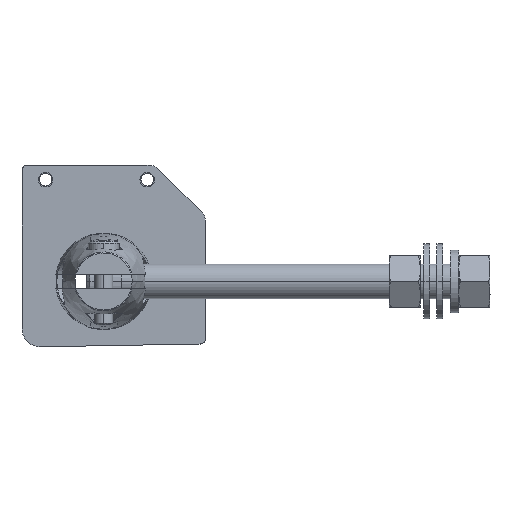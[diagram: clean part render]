
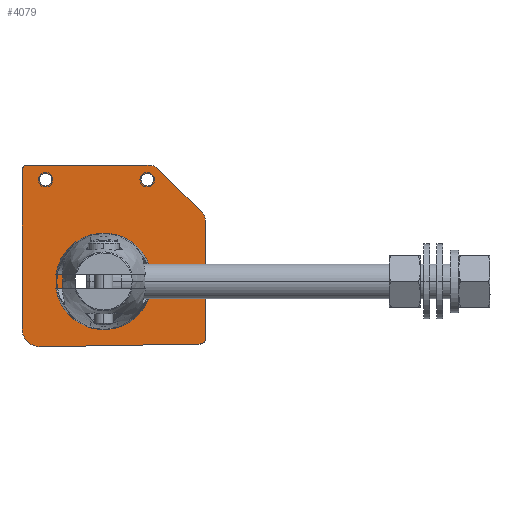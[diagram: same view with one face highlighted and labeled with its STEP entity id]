
A CAD part, left-side view. The second image highlights one B-rep face of the part: STEP entity #4079.
In plain terms, the highlighted planar face has unit normal (-1, 0, 0).
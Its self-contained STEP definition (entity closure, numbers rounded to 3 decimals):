
#3720=CARTESIAN_POINT('',(0.,-32.,-2.75));
#3721=DIRECTION('',(1.,0.,0.));
#3722=DIRECTION('',(0.,-1.,0.));
#3723=AXIS2_PLACEMENT_3D('',#3720,#3721,#3722);
#3725=CARTESIAN_POINT('',(0.,-32.,-2.75));
#3726=DIRECTION('',(1.,0.,0.));
#3727=DIRECTION('',(0.,1.,0.));
#3728=AXIS2_PLACEMENT_3D('',#3725,#3726,#3727);
#3730=CARTESIAN_POINT('',(0.,-4.,-18.75));
#3731=DIRECTION('',(-1.,0.,0.));
#3732=DIRECTION('',(0.,-1.,0.));
#3733=AXIS2_PLACEMENT_3D('',#3730,#3731,#3732);
#3735=CARTESIAN_POINT('',(0.,-4.,-18.75));
#3736=DIRECTION('',(-1.,0.,0.));
#3737=DIRECTION('',(0.,1.,0.));
#3738=AXIS2_PLACEMENT_3D('',#3735,#3736,#3737);
#3740=CARTESIAN_POINT('',(0.,-4.,9.25));
#3741=DIRECTION('',(-1.,0.,0.));
#3742=DIRECTION('',(0.,-1.,0.));
#3743=AXIS2_PLACEMENT_3D('',#3740,#3741,#3742);
#3745=CARTESIAN_POINT('',(0.,-4.,9.25));
#3746=DIRECTION('',(-1.,0.,0.));
#3747=DIRECTION('',(0.,1.,0.));
#3748=AXIS2_PLACEMENT_3D('',#3745,#3746,#3747);
#3750=CARTESIAN_POINT('',(0.,-1.5,-23.75));
#3751=DIRECTION('',(-1.,0.,0.));
#3752=DIRECTION('',(0.,1.,0.));
#3753=AXIS2_PLACEMENT_3D('',#3750,#3751,#3752);
#3755=DIRECTION('',(0.,0.,1.));
#3756=VECTOR('',#3755,33.757);
#3757=CARTESIAN_POINT('',(0.,0.,-23.75));
#3758=LINE('',#3757,#3756);
#3759=CARTESIAN_POINT('',(0.,-3.,10.007));
#3760=DIRECTION('',(-1.,0.,0.));
#3761=DIRECTION('',(0.,0.707,0.707));
#3762=AXIS2_PLACEMENT_3D('',#3759,#3760,#3761);
#3764=DIRECTION('',(0.,0.707,-0.707));
#3765=VECTOR('',#3764,17.314);
#3766=CARTESIAN_POINT('',(0.,-13.121,24.371));
#3767=LINE('',#3766,#3765);
#3768=CARTESIAN_POINT('',(0.,-15.243,22.25));
#3769=DIRECTION('',(-1.,0.,0.));
#3770=DIRECTION('',(0.,0.,1.));
#3771=AXIS2_PLACEMENT_3D('',#3768,#3769,#3770);
#3773=DIRECTION('',(0.,-1.,0.));
#3774=VECTOR('',#3773,32.502);
#3775=CARTESIAN_POINT('',(0.,-15.243,25.25));
#3776=LINE('',#3775,#3774);
#3777=CARTESIAN_POINT('',(0.,-47.744,23.75));
#3778=DIRECTION('',(-1.,0.,0.));
#3779=DIRECTION('',(0.,-1.,0.017));
#3780=AXIS2_PLACEMENT_3D('',#3777,#3778,#3779);
#3782=DIRECTION('',(0.,-0.017,-1.));
#3783=VECTOR('',#3782,43.946);
#3784=CARTESIAN_POINT('',(0.,-49.244,23.776));
#3785=LINE('',#3784,#3783);
#3786=CARTESIAN_POINT('',(0.,-45.012,-20.25));
#3787=DIRECTION('',(-1.,0.,0.));
#3788=DIRECTION('',(0.,0.,-1.));
#3789=AXIS2_PLACEMENT_3D('',#3786,#3787,#3788);
#3791=DIRECTION('',(0.,1.,0.));
#3792=VECTOR('',#3791,43.512);
#3793=CARTESIAN_POINT('',(0.,-45.012,-25.25));
#3794=LINE('',#3793,#3792);
#3970=CARTESIAN_POINT('',(0.,-42.,-2.75));
#3971=CARTESIAN_POINT('',(0.,-22.,-2.75));
#3972=VERTEX_POINT('',#3970);
#3973=VERTEX_POINT('',#3971);
#3978=CARTESIAN_POINT('',(0.,-5.75,-18.75));
#3979=CARTESIAN_POINT('',(0.,-2.25,-18.75));
#3980=VERTEX_POINT('',#3978);
#3981=VERTEX_POINT('',#3979);
#3982=CARTESIAN_POINT('',(0.,-5.75,9.25));
#3983=CARTESIAN_POINT('',(0.,-2.25,9.25));
#3984=VERTEX_POINT('',#3982);
#3985=VERTEX_POINT('',#3983);
#3994=CARTESIAN_POINT('',(0.,-45.012,-25.25));
#3995=CARTESIAN_POINT('',(0.,-50.011,-20.163));
#3996=VERTEX_POINT('',#3994);
#3997=VERTEX_POINT('',#3995);
#4006=CARTESIAN_POINT('',(0.,-0.879,12.129));
#4007=VERTEX_POINT('',#4006);
#4008=CARTESIAN_POINT('',(0.,0.,10.007));
#4009=VERTEX_POINT('',#4008);
#4010=CARTESIAN_POINT('',(0.,-15.243,25.25));
#4011=CARTESIAN_POINT('',(0.,-13.121,24.371));
#4012=VERTEX_POINT('',#4010);
#4013=VERTEX_POINT('',#4011);
#4018=CARTESIAN_POINT('',(0.,0.,-23.75));
#4019=CARTESIAN_POINT('',(0.,-1.5,-25.25));
#4020=VERTEX_POINT('',#4018);
#4021=VERTEX_POINT('',#4019);
#4026=CARTESIAN_POINT('',(0.,-49.244,23.776));
#4027=CARTESIAN_POINT('',(0.,-47.744,25.25));
#4028=VERTEX_POINT('',#4026);
#4029=VERTEX_POINT('',#4027);
#4034=CARTESIAN_POINT('',(0.,0.,0.));
#4035=DIRECTION('',(1.,0.,0.));
#4036=DIRECTION('',(0.,-1.,0.));
#4037=AXIS2_PLACEMENT_3D('',#4034,#4035,#4036);
#4038=PLANE('',#4037);
#4040=ORIENTED_EDGE('',*,*,#4039,.F.);
#4042=ORIENTED_EDGE('',*,*,#4041,.T.);
#4044=ORIENTED_EDGE('',*,*,#4043,.F.);
#4046=ORIENTED_EDGE('',*,*,#4045,.F.);
#4048=ORIENTED_EDGE('',*,*,#4047,.F.);
#4050=ORIENTED_EDGE('',*,*,#4049,.T.);
#4052=ORIENTED_EDGE('',*,*,#4051,.F.);
#4054=ORIENTED_EDGE('',*,*,#4053,.T.);
#4056=ORIENTED_EDGE('',*,*,#4055,.F.);
#4058=ORIENTED_EDGE('',*,*,#4057,.T.);
#4059=EDGE_LOOP('',(#4040,#4042,#4044,#4046,#4048,#4050,#4052,#4054,#4056,
#4058));
#4060=FACE_OUTER_BOUND('',#4059,.F.);
#4062=ORIENTED_EDGE('',*,*,#4061,.T.);
#4064=ORIENTED_EDGE('',*,*,#4063,.T.);
#4065=EDGE_LOOP('',(#4062,#4064));
#4066=FACE_BOUND('',#4065,.F.);
#4068=ORIENTED_EDGE('',*,*,#4067,.T.);
#4070=ORIENTED_EDGE('',*,*,#4069,.T.);
#4071=EDGE_LOOP('',(#4068,#4070));
#4072=FACE_BOUND('',#4071,.F.);
#4074=ORIENTED_EDGE('',*,*,#4073,.F.);
#4076=ORIENTED_EDGE('',*,*,#4075,.F.);
#4077=EDGE_LOOP('',(#4074,#4076));
#4078=FACE_BOUND('',#4077,.F.);
#4079=ADVANCED_FACE('',(#4060,#4066,#4072,#4078),#4038,.F.);
#3724=CIRCLE('',#3723,10.);
#3729=CIRCLE('',#3728,10.);
#3734=CIRCLE('',#3733,1.75);
#3739=CIRCLE('',#3738,1.75);
#3744=CIRCLE('',#3743,1.75);
#3749=CIRCLE('',#3748,1.75);
#3754=CIRCLE('',#3753,1.5);
#3763=CIRCLE('',#3762,3.);
#3772=CIRCLE('',#3771,3.);
#3781=CIRCLE('',#3780,1.5);
#3790=CIRCLE('',#3789,5.);
#4039=EDGE_CURVE('',#4020,#4021,#3754,.T.);
#4041=EDGE_CURVE('',#4020,#4009,#3758,.T.);
#4043=EDGE_CURVE('',#4007,#4009,#3763,.T.);
#4045=EDGE_CURVE('',#4013,#4007,#3767,.T.);
#4047=EDGE_CURVE('',#4012,#4013,#3772,.T.);
#4049=EDGE_CURVE('',#4012,#4029,#3776,.T.);
#4051=EDGE_CURVE('',#4028,#4029,#3781,.T.);
#4053=EDGE_CURVE('',#4028,#3997,#3785,.T.);
#4055=EDGE_CURVE('',#3996,#3997,#3790,.T.);
#4057=EDGE_CURVE('',#3996,#4021,#3794,.T.);
#4061=EDGE_CURVE('',#3980,#3981,#3734,.T.);
#4063=EDGE_CURVE('',#3981,#3980,#3739,.T.);
#4067=EDGE_CURVE('',#3984,#3985,#3744,.T.);
#4069=EDGE_CURVE('',#3985,#3984,#3749,.T.);
#4073=EDGE_CURVE('',#3972,#3973,#3724,.T.);
#4075=EDGE_CURVE('',#3973,#3972,#3729,.T.);
